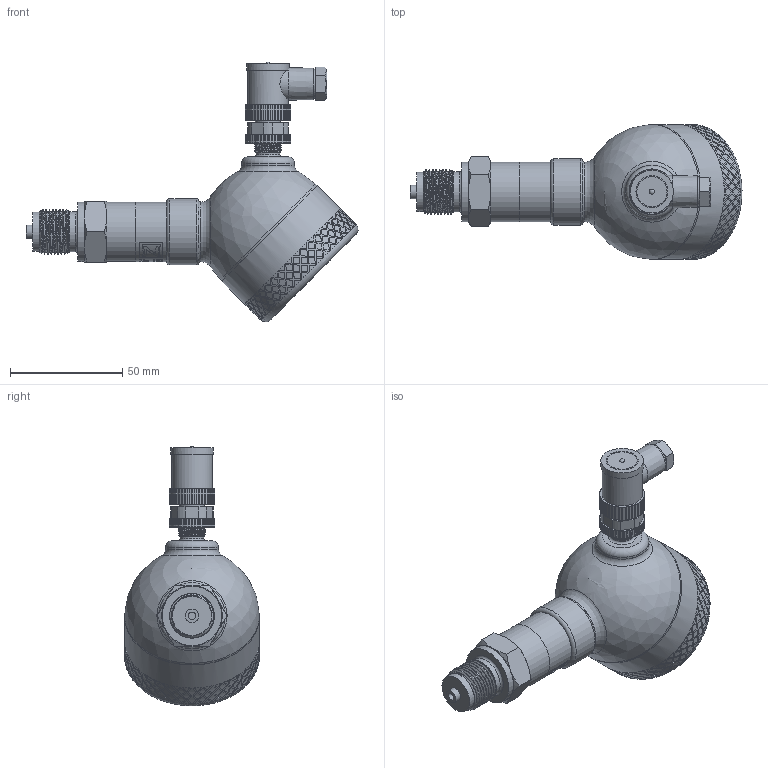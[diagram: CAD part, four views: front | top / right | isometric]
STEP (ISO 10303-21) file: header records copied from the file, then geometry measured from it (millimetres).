
FILE_DESCRIPTION(/* description */ (''),/* implementation_level */ '2;1');
FILE_NAME(/* name */ 'APZ3420FH_2_M12x1-angular.step',/* time_stamp */ '2021-06-30T14:32:14+03:00',/* author */ (''),/* organization */ (''),/* preprocessor_version */ 'ST-DEVELOPER v18.1',/* originating_system */ 'Autodesk Translation Framework v10.9.0.1377',/* authorisation */ '');
FILE_SCHEMA (('AUTOMOTIVE_DESIGN { 1 0 10303 214 3 1 1 }'));
Length unit declared in the file: millimetre
Products named in the file (7): Полевой корпус 
3420 3421 3230 заполненный; M20x1,5 EN; FieldHousing Assembly v16; main body; Крышка без 
дисплея; Адаптер М12х1; M12x1 female angular v10
Assembly tree (6 placements, depth 3):
  Полевой корпус 
3420 3421 3230 заполненный
    M20x1,5 EN
    FieldHousing Assembly v16
      main body
      Крышка без 
дисплея
      Адаптер М12х1
      M12x1 female angular v10
Bounding box: 147.91 x 60.1 x 115.68 mm (x, y, z)
Volume: 178914.4 mm3; surface area: 47775.8 mm2
Topology: 6 solids, 6 shells, 1600 faces, 4021 edges, 2642 vertices
Faces by surface type: bspline 878, cylinder 502, plane 170, cone 26, torus 20, sphere 4
Full cylindrical faces by diameter (mm): 1 x4, 3.3 x1, 6 x1, 7 x1, 8 x1, 9.3 x1, 9.471 x2, 10.5 x2, 10.741 x7, 11.035 x4, 11.156 x1, 11.884 x6, 12.152 x4, 13 x1, 17.5 x1, 17.8 x1, 18 x1, 18.137 x8, 19 x1, 19.7 x1, 19.85 x7, 21.6 x1, 22.4 x1, 23.6 x1, 24.5 x2, 26.5 x3, 29.5 x1, 55 x9, 56.5 x1, 57.2 x1
Entity records: 68730 total; most frequent: CARTESIAN_POINT 37212, ORIENTED_EDGE 8040, EDGE_CURVE 4020, DIRECTION 3655, VERTEX_POINT 2642, B_SPLINE_CURVE_WITH_KNOTS 2575, EDGE_LOOP 1814, FACE_OUTER_BOUND 1600
